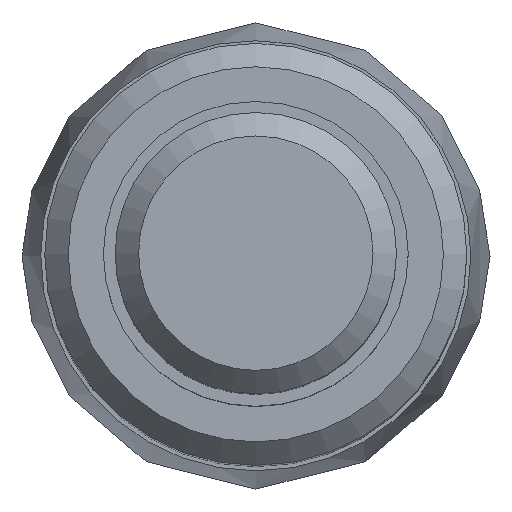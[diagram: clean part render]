
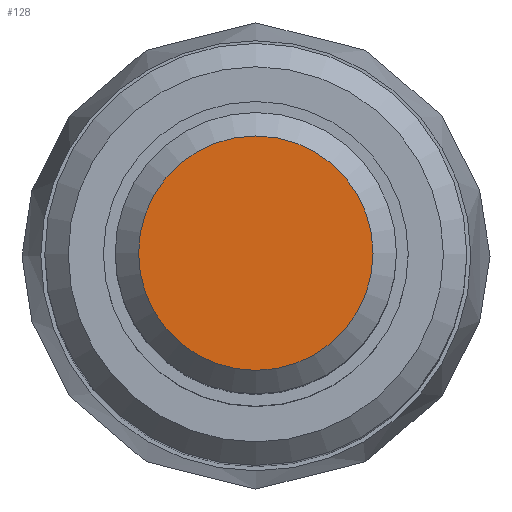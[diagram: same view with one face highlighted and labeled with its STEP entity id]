
A CAD part, top view. The second image highlights one B-rep face of the part: STEP entity #128.
In plain terms, the highlighted planar face has unit normal (0, 0, 1).
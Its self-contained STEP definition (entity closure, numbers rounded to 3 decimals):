
#128=ADVANCED_FACE('',(#139),#135,.T.);
#135=PLANE('',#489);
#139=FACE_OUTER_BOUND('',#167,.T.);
#167=EDGE_LOOP('',(#195));
#195=ORIENTED_EDGE('',*,*,#223,.T.);
#209=VERTEX_POINT('',#697);
#223=EDGE_CURVE('',#209,#209,#248,.T.);
#248=CIRCLE('',#487,2.5);
#487=AXIS2_PLACEMENT_3D('',#696,#583,#584);
#489=AXIS2_PLACEMENT_3D('',#699,#587,#588);
#583=DIRECTION('',(0.,0.,1.));
#584=DIRECTION('',(0.,-1.,0.));
#587=DIRECTION('',(0.,0.,1.));
#588=DIRECTION('',(0.,-1.,0.));
#696=CARTESIAN_POINT('',(0.,0.,0.));
#697=CARTESIAN_POINT('',(0.,-2.5,0.));
#699=CARTESIAN_POINT('',(0.,0.,0.));
